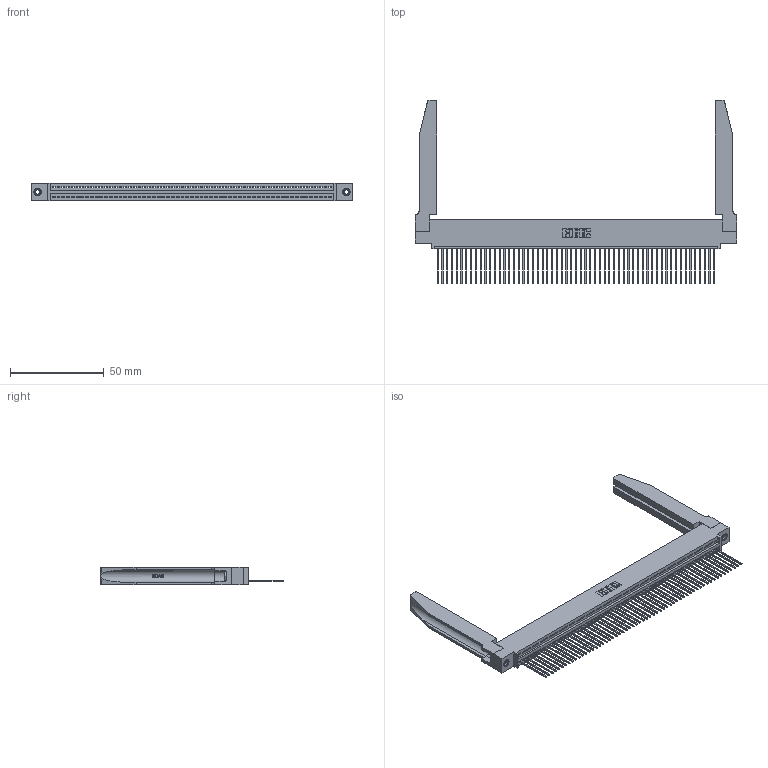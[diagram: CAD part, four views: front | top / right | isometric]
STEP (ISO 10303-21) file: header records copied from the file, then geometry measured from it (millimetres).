
FILE_DESCRIPTION (( 'STEP AP203' ), '1' );
FILE_NAME ('395-059-541-478.STEP', '2019-10-24T10:01:23', ( '' ), ( '' ), 'SwSTEP 2.0', 'SolidWorks 2016', '' );
FILE_SCHEMA (( 'CONFIG_CONTROL_DESIGN' ));
Length unit declared in the file: inch
Products named in the file (5): 345-292-001_345-293-141; 395-059-541-478; 345 Part_0.110 Offset - 0.156 Dia-TH; 345-250-001_345-250-001-102; 345-220-078_345-220-078
Assembly tree (64 placements, depth 2):
  395-059-541-478
    345 Part_0.110 Offset - 0.156 Dia-TH
    345-292-001_345-293-141  x59
    345-250-001_345-250-001-102  x2
    345-220-078_345-220-078  x2
Bounding box: 171.09 x 97.71 x 9.4 mm (x, y, z)
Volume: 24281.8 mm3; surface area: 30246.1 mm2
Topology: 64 solids, 64 shells, 3786 faces, 11345 edges, 7474 vertices
Faces by surface type: plane 2586, cylinder 1148, bspline 36, cone 12, torus 4
Entity records: 47006 total; most frequent: CARTESIAN_POINT 9040, ORIENTED_EDGE 7930, DIRECTION 6877, EDGE_CURVE 3965, VECTOR 3503, LINE 3503, VERTEX_POINT 2636, AXIS2_PLACEMENT_3D 1687
